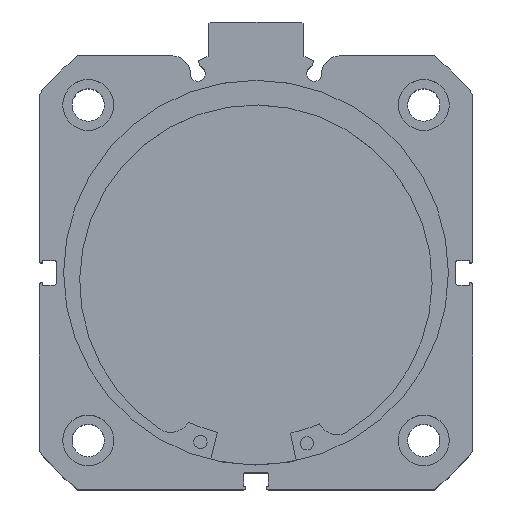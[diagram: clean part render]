
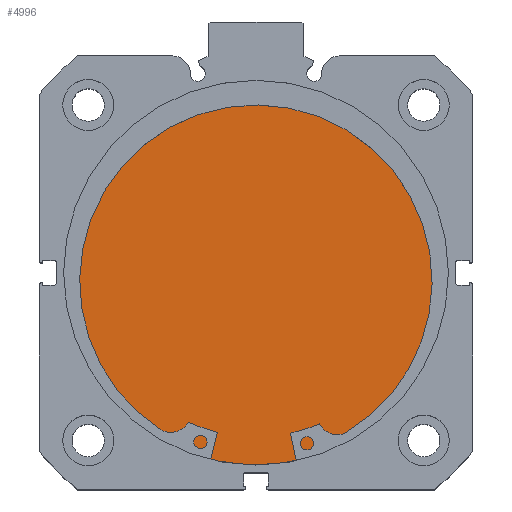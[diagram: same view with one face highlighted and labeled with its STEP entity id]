
A CAD part, top view. The second image highlights one B-rep face of the part: STEP entity #4996.
In plain terms, the highlighted face is planar.
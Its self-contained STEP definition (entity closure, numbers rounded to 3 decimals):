
#237 = EDGE_LOOP ( 'NONE', ( #374, #464 ) ) ;
#374 = ORIENTED_EDGE ( 'NONE', *, *, #995, .F. ) ;
#464 = ORIENTED_EDGE ( 'NONE', *, *, #1002, .F. ) ;
#656 = CARTESIAN_POINT ( 'NONE',  ( 13., 0., 51. ) ) ;
#657 = CARTESIAN_POINT ( 'NONE',  ( 13., 0., -51. ) ) ;
#995 = EDGE_CURVE ( 'NONE', #3040, #3039, #6565, .T. ) ;
#1002 = EDGE_CURVE ( 'NONE', #3039, #3040, #6575, .T. ) ;
#1698 = PLANE ( 'NONE',  #5670 ) ;
#1701 = CARTESIAN_POINT ( 'NONE',  ( 13., 51., 0. ) ) ;
#1707 = DIRECTION ( 'NONE',  ( -1., 0., 0. ) ) ;
#1708 = DIRECTION ( 'NONE',  ( 0., 0., 1. ) ) ;
#2502 = FACE_OUTER_BOUND ( 'NONE', #237, .T. ) ;
#3039 = VERTEX_POINT ( 'NONE', #657 ) ;
#3040 = VERTEX_POINT ( 'NONE', #656 ) ;
#4189 = DIRECTION ( 'NONE',  ( 0., 0., 1. ) ) ;
#4190 = DIRECTION ( 'NONE',  ( -1., 0., 0. ) ) ;
#4198 = CARTESIAN_POINT ( 'NONE',  ( 13., 0., 0. ) ) ;
#4209 = DIRECTION ( 'NONE',  ( 0., 0., 1. ) ) ;
#4210 = DIRECTION ( 'NONE',  ( -1., 0., 0. ) ) ;
#4211 = CARTESIAN_POINT ( 'NONE',  ( 13., 0., 0. ) ) ;
#4996 = ADVANCED_FACE ( 'NONE', ( #2502 ), #1698, .F. ) ;
#5403 = AXIS2_PLACEMENT_3D ( 'NONE', #4211, #4210, #4209 ) ;
#5405 = AXIS2_PLACEMENT_3D ( 'NONE', #4198, #4190, #4189 ) ;
#5670 = AXIS2_PLACEMENT_3D ( 'NONE', #1701, #1707, #1708 ) ;
#6565 = CIRCLE ( 'NONE', #5403, 51. ) ;
#6575 = CIRCLE ( 'NONE', #5405, 51. ) ;
